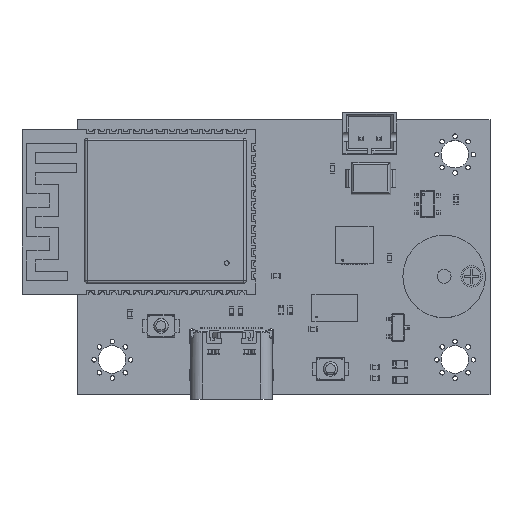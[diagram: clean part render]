
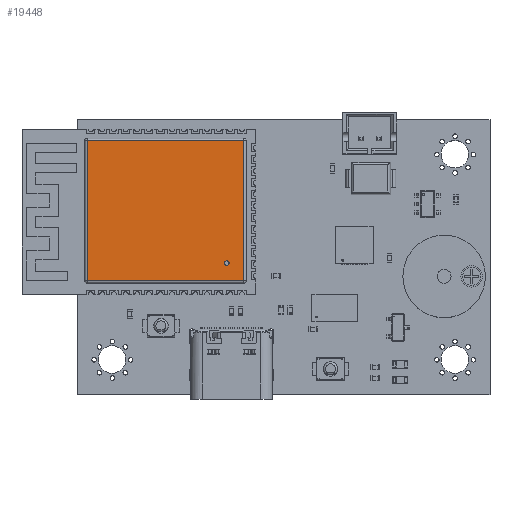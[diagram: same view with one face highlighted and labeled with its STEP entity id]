
A CAD part, top view. The second image highlights one B-rep face of the part: STEP entity #19448.
In plain terms, the highlighted planar face has unit normal (0, 0, 1).
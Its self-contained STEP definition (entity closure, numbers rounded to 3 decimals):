
#19272 = VERTEX_POINT('',#19273);
#19273 = CARTESIAN_POINT('',(-7.55,5.65,3.1));
#19280 = EDGE_CURVE('',#19272,#19281,#19283,.T.);
#19281 = VERTEX_POINT('',#19282);
#19282 = CARTESIAN_POINT('',(7.75,5.65,3.1));
#19283 = LINE('',#19284,#19285);
#19284 = CARTESIAN_POINT('',(-7.8,5.65,3.1));
#19285 = VECTOR('',#19286,1.);
#19286 = DIRECTION('',(1.,0.,0.));
#19448 = ADVANCED_FACE('',(#19449,#19474),#19485,.T.);
#19449 = FACE_BOUND('',#19450,.T.);
#19450 = EDGE_LOOP('',(#19451,#19461,#19467,#19468));
#19451 = ORIENTED_EDGE('',*,*,#19452,.F.);
#19452 = EDGE_CURVE('',#19453,#19455,#19457,.T.);
#19453 = VERTEX_POINT('',#19454);
#19454 = CARTESIAN_POINT('',(7.75,-11.45,3.1));
#19455 = VERTEX_POINT('',#19456);
#19456 = CARTESIAN_POINT('',(-7.55,-11.45,3.1));
#19457 = LINE('',#19458,#19459);
#19458 = CARTESIAN_POINT('',(8.,-11.45,3.1));
#19459 = VECTOR('',#19460,1.);
#19460 = DIRECTION('',(-1.,0.,0.));
#19461 = ORIENTED_EDGE('',*,*,#19462,.F.);
#19462 = EDGE_CURVE('',#19281,#19453,#19463,.T.);
#19463 = LINE('',#19464,#19465);
#19464 = CARTESIAN_POINT('',(7.75,5.9,3.1));
#19465 = VECTOR('',#19466,1.);
#19466 = DIRECTION('',(0.,-1.,0.));
#19467 = ORIENTED_EDGE('',*,*,#19280,.F.);
#19468 = ORIENTED_EDGE('',*,*,#19469,.F.);
#19469 = EDGE_CURVE('',#19455,#19272,#19470,.T.);
#19470 = LINE('',#19471,#19472);
#19471 = CARTESIAN_POINT('',(-7.55,-11.7,3.1));
#19472 = VECTOR('',#19473,1.);
#19473 = DIRECTION('',(0.,1.,0.));
#19474 = FACE_BOUND('',#19475,.T.);
#19475 = EDGE_LOOP('',(#19476));
#19476 = ORIENTED_EDGE('',*,*,#19477,.F.);
#19477 = EDGE_CURVE('',#19478,#19478,#19480,.T.);
#19478 = VERTEX_POINT('',#19479);
#19479 = CARTESIAN_POINT('',(-5.35,-9.6,3.1));
#19480 = CIRCLE('',#19481,0.25);
#19481 = AXIS2_PLACEMENT_3D('',#19482,#19483,#19484);
#19482 = CARTESIAN_POINT('',(-5.6,-9.6,3.1));
#19483 = DIRECTION('',(0.,0.,1.));
#19484 = DIRECTION('',(1.,0.,-0.));
#19485 = PLANE('',#19486);
#19486 = AXIS2_PLACEMENT_3D('',#19487,#19488,#19489);
#19487 = CARTESIAN_POINT('',(0.1,-2.9,3.1));
#19488 = DIRECTION('',(0.,0.,1.));
#19489 = DIRECTION('',(1.,0.,-0.));
